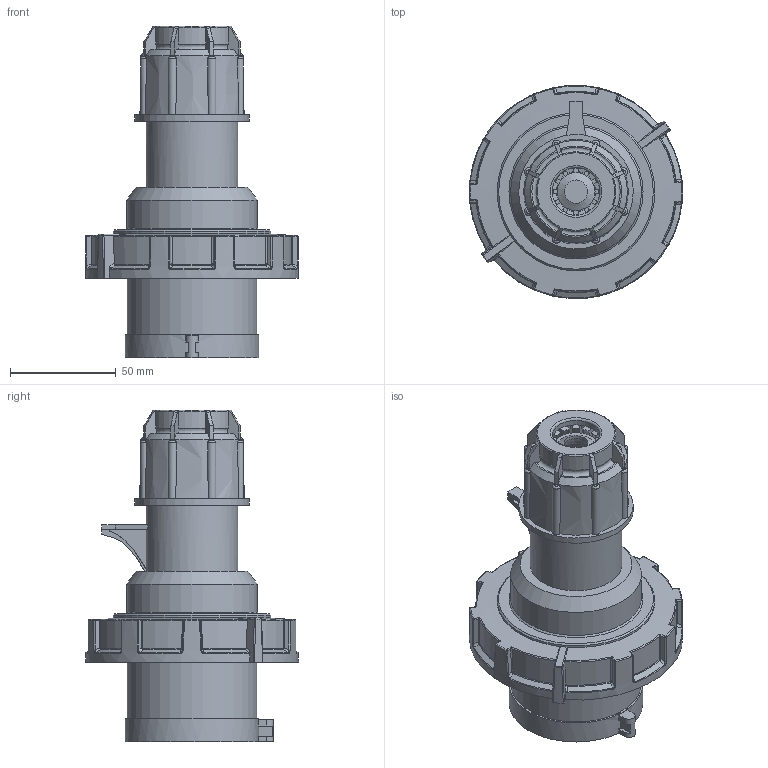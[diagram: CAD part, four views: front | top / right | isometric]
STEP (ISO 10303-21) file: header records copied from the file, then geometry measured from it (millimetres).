
FILE_DESCRIPTION (( 'STEP AP203' ), '1' );
FILE_NAME ('ps-0252-32-380.ÃÌ Âèëêà ïåðåíîñíàÿ 0252 3P+PE+N 32A 380B IP67 EKF PROxima.STEP', '2025-10-22T09:17:10', ( '' ), ( '' ), 'SwSTEP 2.0', 'SolidWorks 2021', '' );
FILE_SCHEMA (( 'CONFIG_CONTROL_DESIGN' ));
Length unit declared in the file: millimetre
Products named in the file (8): Êîïèÿ êðóãëàÿ ïðîêëàäêà áîëüøàÿ^ps-0252-32-380.ÃÌ Âèëêà ïåðåíîñíàÿ 0252 3P+PE+N 32A 380B IP67 EKF PROxima_00; Êîïèÿ âèëêà íîâîãî ïîêîëåíèÿ^ps-0252-32-380.ÃÌ Âèëêà ïåðåíîñíàÿ 0252 3P+PE+N 32A 380B IP67 EKF PROxima_00; Êîïèÿ êîðïóñ^ps-0252-32-380.ÃÌ Âèëêà ïåðåíîñíàÿ 0252 3P+PE+N 32A 380B IP67 EKF PROxima_00; Êîïèÿ çàùèòíîå êîëüöî^ps-0252-32-380.ÃÌ Âèëêà ïåðåíîñíàÿ 0252 3P+PE+N 32A 380B IP67 EKF PROxima; ps-0252-32-380.ÃÌ Âèëêà ïåðåíîñíàÿ 0252 3P+PE+N 32A 380B IP67 EKF PROxima; Êîïèÿ ïðîêëàäêà ñàëüíèêà áîëüøàÿ^ps-0252-32-380.ÃÌ Âèëêà ïåðåíîñíàÿ 0252 3P+PE+N 32A 380B IP67 EKF PROxima_00; Êîïèÿ Çàæèìíàÿ ãàéêà áîëüøàÿ^ps-0252-32-380.ÃÌ Âèëêà ïåðåíîñíàÿ 0252 3P+PE+N 32A 380B IP67 EKF PROxima_00; Êîïèÿ çàæèì áîëüøîé^ps-0252-32-380.ÃÌ Âèëêà ïåðåíîñíàÿ 0252 3P+PE+N 32A 380B IP67 EKF PROxima_00
Assembly tree (7 placements, depth 2):
  ps-0252-32-380.ÃÌ Âèëêà ïåðåíîñíàÿ 0252 3P+PE+N 32A 380B IP67 EKF PROxima
    Êîïèÿ êîðïóñ^ps-0252-32-380.ÃÌ Âèëêà ïåðåíîñíàÿ 0252 3P+PE+N 32A 380B IP67 EKF PROxima_00
    Êîïèÿ çàæèì áîëüøîé^ps-0252-32-380.ÃÌ Âèëêà ïåðåíîñíàÿ 0252 3P+PE+N 32A 380B IP67 EKF PROxima_00
    Êîïèÿ Çàæèìíàÿ ãàéêà áîëüøàÿ^ps-0252-32-380.ÃÌ Âèëêà ïåðåíîñíàÿ 0252 3P+PE+N 32A 380B IP67 EKF PROxima_00
    Êîïèÿ ïðîêëàäêà ñàëüíèêà áîëüøàÿ^ps-0252-32-380.ÃÌ Âèëêà ïåðåíîñíàÿ 0252 3P+PE+N 32A 380B IP67 EKF PROxima_00
    Êîïèÿ çàùèòíîå êîëüöî^ps-0252-32-380.ÃÌ Âèëêà ïåðåíîñíàÿ 0252 3P+PE+N 32A 380B IP67 EKF PROxima
    Êîïèÿ âèëêà íîâîãî ïîêîëåíèÿ^ps-0252-32-380.ÃÌ Âèëêà ïåðåíîñíàÿ 0252 3P+PE+N 32A 380B IP67 EKF PROxima_00
    Êîïèÿ êðóãëàÿ ïðîêëàäêà áîëüøàÿ^ps-0252-32-380.ÃÌ Âèëêà ïåðåíîñíàÿ 0252 3P+PE+N 32A 380B IP67 EKF PROxima_00
Bounding box: 100.96 x 100.9 x 157.1 mm (x, y, z)
Volume: 251523.1 mm3; surface area: 122744.8 mm2
Topology: 7 solids, 7 shells, 611 faces, 1541 edges, 948 vertices
Faces by surface type: plane 217, cylinder 124, bspline 119, torus 78, cone 53, sphere 20
Full cylindrical faces by diameter (mm): 6 x4, 8 x1, 10 x4, 11 x1, 22.25 x1, 22.5 x1, 31 x1, 34 x1, 34.25 x1, 35 x1, 38 x2, 38.5 x1, 43.5 x1, 45.5 x1, 46.15 x1, 54.25 x1, 56.75 x1, 61.5 x1, 62 x1, 62.65 x1, 63.25 x2, 64.25 x1, 68.5 x1, 73 x1, 74.75 x2, 91.5 x1
Entity records: 22320 total; most frequent: CARTESIAN_POINT 8332, ORIENTED_EDGE 2884, DIRECTION 2503, EDGE_CURVE 1442, AXIS2_PLACEMENT_3D 1055, VERTEX_POINT 929, EDGE_LOOP 707, FACE_OUTER_BOUND 652
